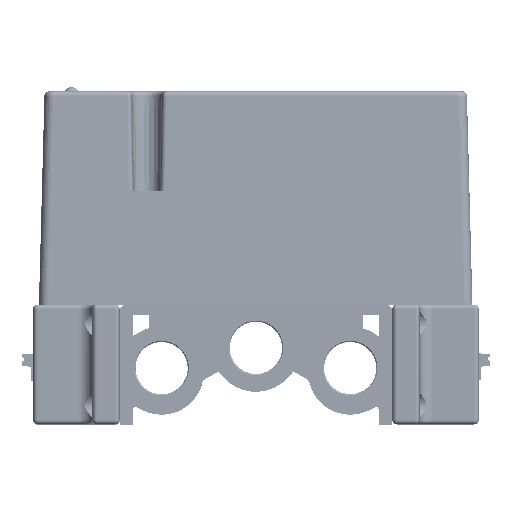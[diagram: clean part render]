
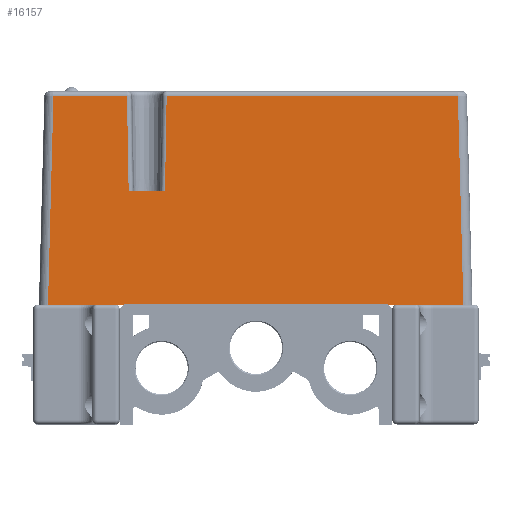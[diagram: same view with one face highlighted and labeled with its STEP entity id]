
A CAD part, front view. The second image highlights one B-rep face of the part: STEP entity #16157.
In plain terms, the highlighted planar face has unit normal (0, -1, 0.026).
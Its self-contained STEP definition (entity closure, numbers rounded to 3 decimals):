
#6026=FACE_OUTER_BOUND('',#34224,.T.);
#16157=ADVANCED_FACE('',(#6026),#24430,.T.);
#24430=PLANE('',#182749);
#34224=EDGE_LOOP('',(#61938,#61939,#61940,#61941,#61942,#61943,#61944,#61945,
#61946,#61947));
#61938=ORIENTED_EDGE('',*,*,#121682,.T.);
#61939=ORIENTED_EDGE('',*,*,#121683,.T.);
#61940=ORIENTED_EDGE('',*,*,#121684,.F.);
#61941=ORIENTED_EDGE('',*,*,#121685,.T.);
#61942=ORIENTED_EDGE('',*,*,#121686,.T.);
#61943=ORIENTED_EDGE('',*,*,#121687,.T.);
#61944=ORIENTED_EDGE('',*,*,#121688,.T.);
#61945=ORIENTED_EDGE('',*,*,#121240,.T.);
#61946=ORIENTED_EDGE('',*,*,#113459,.T.);
#61947=ORIENTED_EDGE('',*,*,#121689,.T.);
#96268=VERTEX_POINT('',#244316);
#96269=VERTEX_POINT('',#244318);
#101398=VERTEX_POINT('',#262936);
#101806=VERTEX_POINT('',#263833);
#101807=VERTEX_POINT('',#263834);
#101808=VERTEX_POINT('',#263836);
#101809=VERTEX_POINT('',#263838);
#101810=VERTEX_POINT('',#263840);
#101811=VERTEX_POINT('',#263842);
#101812=VERTEX_POINT('',#263844);
#113459=EDGE_CURVE('',#96269,#96268,#138681,.T.);
#121240=EDGE_CURVE('',#101398,#96269,#144965,.T.);
#121682=EDGE_CURVE('',#101806,#101807,#145297,.T.);
#121683=EDGE_CURVE('',#101807,#101808,#145298,.T.);
#121684=EDGE_CURVE('',#101809,#101808,#145299,.T.);
#121685=EDGE_CURVE('',#101809,#101810,#145300,.T.);
#121686=EDGE_CURVE('',#101810,#101811,#145301,.T.);
#121687=EDGE_CURVE('',#101811,#101812,#145302,.T.);
#121688=EDGE_CURVE('',#101812,#101398,#145303,.T.);
#121689=EDGE_CURVE('',#96268,#101806,#145304,.T.);
#138681=LINE('',#244317,#158423);
#144965=LINE('',#262935,#164707);
#145297=LINE('',#263832,#165039);
#145298=LINE('',#263835,#165040);
#145299=LINE('',#263837,#165041);
#145300=LINE('',#263839,#165042);
#145301=LINE('',#263841,#165043);
#145302=LINE('',#263843,#165044);
#145303=LINE('',#263845,#165045);
#145304=LINE('',#263846,#165046);
#158423=VECTOR('',#192905,1.);
#164707=VECTOR('',#207055,1.);
#165039=VECTOR('',#207701,1.);
#165040=VECTOR('',#207702,1.);
#165041=VECTOR('',#207703,1.);
#165042=VECTOR('',#207704,1.);
#165043=VECTOR('',#207705,1.);
#165044=VECTOR('',#207706,1.);
#165045=VECTOR('',#207707,1.);
#165046=VECTOR('',#207708,1.);
#182749=AXIS2_PLACEMENT_3D('',#263847,#207709,#207710);
#192905=DIRECTION('',(1.,0.,0.));
#207055=DIRECTION('',(1.,0.,0.));
#207701=DIRECTION('',(-1.,0.,0.));
#207702=DIRECTION('',(-0.017,-0.026,-1.));
#207703=DIRECTION('',(1.,0.,0.));
#207704=DIRECTION('',(-0.017,0.026,1.));
#207705=DIRECTION('',(-1.,0.,0.));
#207706=DIRECTION('',(-0.026,-0.026,-0.999));
#207707=DIRECTION('',(1.,0.,0.));
#207708=DIRECTION('',(-0.026,0.026,0.999));
#207709=DIRECTION('',(0.,-1.,0.026));
#207710=DIRECTION('',(0.,-0.026,-1.));
#244316=CARTESIAN_POINT('',(445.686,-1316.826,-0.1));
#244317=CARTESIAN_POINT('',(430.05,-1316.826,-0.1));
#244318=CARTESIAN_POINT('',(431.05,-1316.826,-0.1));
#262935=CARTESIAN_POINT('',(430.05,-1316.826,-0.1));
#262936=CARTESIAN_POINT('',(369.05,-1316.826,-0.1));
#263832=CARTESIAN_POINT('',(379.05,-1315.624,45.826));
#263833=CARTESIAN_POINT('',(444.484,-1315.624,45.826));
#263834=CARTESIAN_POINT('',(380.415,-1315.624,45.826));
#263835=CARTESIAN_POINT('',(380.049,-1316.172,24.883));
#263836=CARTESIAN_POINT('',(380.05,-1316.172,24.9));
#263837=CARTESIAN_POINT('',(376.05,-1316.172,24.9));
#263838=CARTESIAN_POINT('',(372.05,-1316.172,24.9));
#263839=CARTESIAN_POINT('',(371.685,-1315.624,45.809));
#263840=CARTESIAN_POINT('',(371.685,-1315.624,45.826));
#263841=CARTESIAN_POINT('',(355.542,-1315.624,45.826));
#263842=CARTESIAN_POINT('',(355.516,-1315.624,45.826));
#263843=CARTESIAN_POINT('',(354.345,-1316.795,1.095));
#263844=CARTESIAN_POINT('',(354.314,-1316.826,-0.1));
#263845=CARTESIAN_POINT('',(430.05,-1316.826,-0.1));
#263846=CARTESIAN_POINT('',(445.655,-1316.795,1.095));
#263847=CARTESIAN_POINT('',(400.,-1316.826,-0.1));
